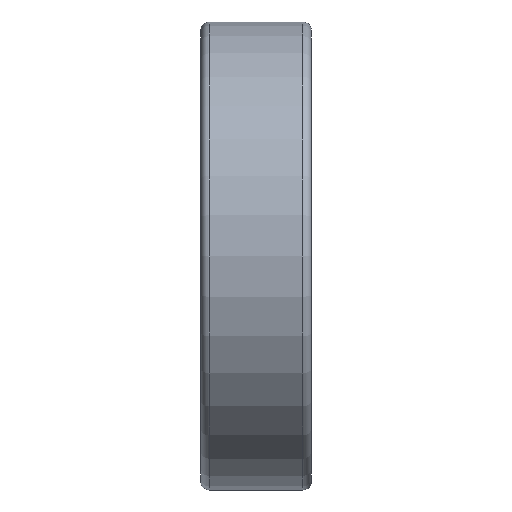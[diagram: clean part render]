
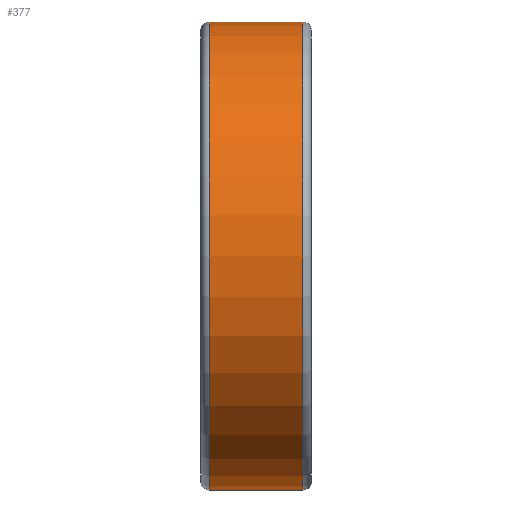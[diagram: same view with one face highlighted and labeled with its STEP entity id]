
A CAD part, front view. The second image highlights one B-rep face of the part: STEP entity #377.
In plain terms, the highlighted cylindrical face has radius 27.5 mm (diameter 55 mm), a full revolution.
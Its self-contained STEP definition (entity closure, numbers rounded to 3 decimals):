
#377 = ADVANCED_FACE( '', ( #619, #620 ), #621, .T. );
#619 = FACE_OUTER_BOUND( '', #800, .T. );
#620 = FACE_OUTER_BOUND( '', #801, .T. );
#621 = CYLINDRICAL_SURFACE( '', #802, 27.5 );
#800 = EDGE_LOOP( '', ( #1021 ) );
#801 = EDGE_LOOP( '', ( #1022 ) );
#802 = AXIS2_PLACEMENT_3D( '', #1023, #1024, #1025 );
#1021 = ORIENTED_EDGE( '', *, *, #1178, .T. );
#1022 = ORIENTED_EDGE( '', *, *, #1150, .F. );
#1023 = CARTESIAN_POINT( '', ( 50., 0., 0. ) );
#1024 = DIRECTION( '', ( -1., 0., 0. ) );
#1025 = DIRECTION( '', ( 0., 0., -1. ) );
#1150 = EDGE_CURVE( '', #1254, #1254, #1255, .T. );
#1178 = EDGE_CURVE( '', #1295, #1295, #1296, .T. );
#1254 = VERTEX_POINT( '', #1375 );
#1255 = CIRCLE( '', #1376, 27.5 );
#1295 = VERTEX_POINT( '', #1416 );
#1296 = CIRCLE( '', #1417, 27.5 );
#1375 = CARTESIAN_POINT( '', ( 12., 0., -27.5 ) );
#1376 = AXIS2_PLACEMENT_3D( '', #1503, #1504, #1505 );
#1416 = CARTESIAN_POINT( '', ( 1., 0., -27.5 ) );
#1417 = AXIS2_PLACEMENT_3D( '', #1545, #1546, #1547 );
#1503 = CARTESIAN_POINT( '', ( 12., 0., 0. ) );
#1504 = DIRECTION( '', ( 1., 0., 0. ) );
#1505 = DIRECTION( '', ( 0., 0., -1. ) );
#1545 = CARTESIAN_POINT( '', ( 1., 0., 0. ) );
#1546 = DIRECTION( '', ( 1., 0., 0. ) );
#1547 = DIRECTION( '', ( 0., 0., -1. ) );
